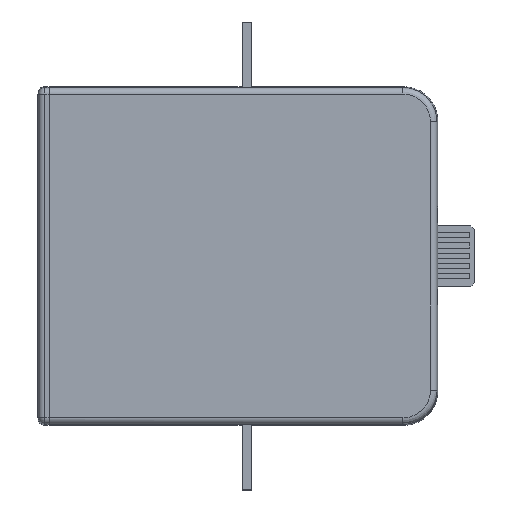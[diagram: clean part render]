
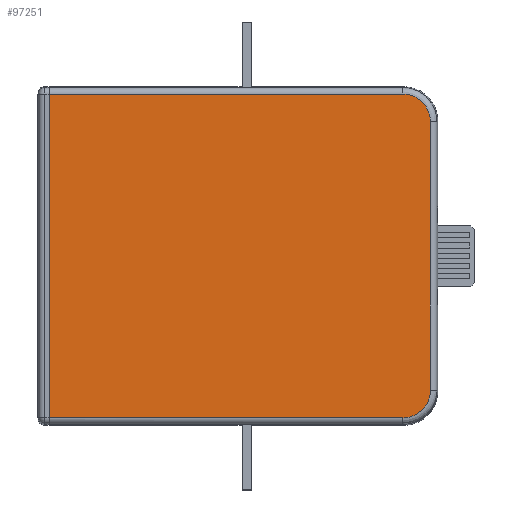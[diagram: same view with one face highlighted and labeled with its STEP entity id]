
A CAD part, top view. The second image highlights one B-rep face of the part: STEP entity #97251.
In plain terms, the highlighted face is planar.
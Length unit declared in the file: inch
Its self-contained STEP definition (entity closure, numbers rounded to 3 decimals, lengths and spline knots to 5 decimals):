
#1564 = CARTESIAN_POINT ( 'NONE',  ( 0., 1.57396, 1.56913 ) ) ;
#6959 = AXIS2_PLACEMENT_3D ( 'NONE', #28002, #42645, #80435 ) ;
#8948 = CARTESIAN_POINT ( 'NONE',  ( 0., 1.30413, 1.83896 ) ) ;
#9867 = VERTEX_POINT ( 'NONE', #61148 ) ;
#13573 = CARTESIAN_POINT ( 'NONE',  ( 0., -1.30413, 1.83896 ) ) ;
#13975 = PLANE ( 'NONE',  #6959 ) ;
#14833 = EDGE_CURVE ( 'NONE', #91130, #9867, #23582, .T. ) ;
#16758 = EDGE_CURVE ( 'NONE', #32986, #44893, #55134, .T. ) ;
#17918 = DIRECTION ( 'NONE',  ( 0., 0., 1. ) ) ;
#21584 = VECTOR ( 'NONE', #61712, 39.37008 ) ;
#23582 = LINE ( 'NONE', #25408, #49268 ) ;
#24150 = ORIENTED_EDGE ( 'NONE', *, *, #16758, .T. ) ;
#25408 = CARTESIAN_POINT ( 'NONE',  ( 0., -1.57396, 1.91 ) ) ;
#27007 =( BOUNDED_CURVE ( )  B_SPLINE_CURVE ( 3, ( #31182, #30519, #60726, #8948 ),
 .UNSPECIFIED., .F., .F. ) 
 B_SPLINE_CURVE_WITH_KNOTS ( ( 4, 4 ),
 ( 2.3568, 3.92638 ),
 .UNSPECIFIED. ) 
 CURVE ( )  GEOMETRIC_REPRESENTATION_ITEM ( )  RATIONAL_B_SPLINE_CURVE ( ( 1., 0.805, 0.805, 1. ) ) 
 REPRESENTATION_ITEM ( '' )  );
#28002 = CARTESIAN_POINT ( 'NONE',  ( 0., 1.645, 1.91 ) ) ;
#30056 = ORIENTED_EDGE ( 'NONE', *, *, #52905, .T. ) ;
#30519 = CARTESIAN_POINT ( 'NONE',  ( 0., 1.57396, 1.72723 ) ) ;
#31182 = CARTESIAN_POINT ( 'NONE',  ( 0., 1.57396, 1.56913 ) ) ;
#32986 = VERTEX_POINT ( 'NONE', #13573 ) ;
#33093 = CARTESIAN_POINT ( 'NONE',  ( 0., 1.645, -1.86636 ) ) ;
#33727 = ORIENTED_EDGE ( 'NONE', *, *, #74632, .F. ) ;
#34622 = VECTOR ( 'NONE', #81240, 39.37008 ) ;
#37612 = CARTESIAN_POINT ( 'NONE',  ( 0., 1.57396, 1.91 ) ) ;
#38362 = VERTEX_POINT ( 'NONE', #91745 ) ;
#42645 = DIRECTION ( 'NONE',  ( 1., 0., 0. ) ) ;
#44893 = VERTEX_POINT ( 'NONE', #81050 ) ;
#46764 = CARTESIAN_POINT ( 'NONE',  ( 0., -1.57396, -1.86636 ) ) ;
#49268 = VECTOR ( 'NONE', #17918, 39.37008 ) ;
#49825 = LINE ( 'NONE', #37612, #34622 ) ;
#51598 = EDGE_CURVE ( 'NONE', #61507, #44893, #27007, .T. ) ;
#52867 = DIRECTION ( 'NONE',  ( 0., 1., 0. ) ) ;
#52905 = EDGE_CURVE ( 'NONE', #61507, #38362, #49825, .T. ) ;
#55134 = LINE ( 'NONE', #93983, #62180 ) ;
#56565 = EDGE_CURVE ( 'NONE', #38362, #91130, #56763, .T. ) ;
#56763 = LINE ( 'NONE', #33093, #21584 ) ;
#59996 = ORIENTED_EDGE ( 'NONE', *, *, #56565, .T. ) ;
#60726 = CARTESIAN_POINT ( 'NONE',  ( 0., 1.46223, 1.83896 ) ) ;
#61148 = CARTESIAN_POINT ( 'NONE',  ( 0., -1.57396, 1.56913 ) ) ;
#61507 = VERTEX_POINT ( 'NONE', #1564 ) ;
#61712 = DIRECTION ( 'NONE',  ( 0., -1., 0. ) ) ;
#62180 = VECTOR ( 'NONE', #52867, 39.37008 ) ;
#62665 = CARTESIAN_POINT ( 'NONE',  ( 0., -1.46223, 1.83896 ) ) ;
#65516 = FACE_OUTER_BOUND ( 'NONE', #87716, .T. ) ;
#69530 = CARTESIAN_POINT ( 'NONE',  ( 0., -1.57396, 1.72723 ) ) ;
#74599 =( BOUNDED_CURVE ( )  B_SPLINE_CURVE ( 3, ( #85892, #62665, #69530, #92555 ),
 .UNSPECIFIED., .F., .F. ) 
 B_SPLINE_CURVE_WITH_KNOTS ( ( 4, 4 ),
 ( 2.3568, 3.92638 ),
 .UNSPECIFIED. ) 
 CURVE ( )  GEOMETRIC_REPRESENTATION_ITEM ( )  RATIONAL_B_SPLINE_CURVE ( ( 1., 0.805, 0.805, 1. ) ) 
 REPRESENTATION_ITEM ( '' )  );
#74632 = EDGE_CURVE ( 'NONE', #32986, #9867, #74599, .T. ) ;
#77978 = ORIENTED_EDGE ( 'NONE', *, *, #51598, .F. ) ;
#80435 = DIRECTION ( 'NONE',  ( 0., 0., -1. ) ) ;
#81050 = CARTESIAN_POINT ( 'NONE',  ( 0., 1.30413, 1.83896 ) ) ;
#81240 = DIRECTION ( 'NONE',  ( 0., 0., -1. ) ) ;
#83887 = ORIENTED_EDGE ( 'NONE', *, *, #14833, .T. ) ;
#85892 = CARTESIAN_POINT ( 'NONE',  ( 0., -1.30413, 1.83896 ) ) ;
#87716 = EDGE_LOOP ( 'NONE', ( #30056, #59996, #83887, #33727, #24150, #77978 ) ) ;
#91130 = VERTEX_POINT ( 'NONE', #46764 ) ;
#91745 = CARTESIAN_POINT ( 'NONE',  ( 0., 1.57396, -1.86636 ) ) ;
#92555 = CARTESIAN_POINT ( 'NONE',  ( 0., -1.57396, 1.56913 ) ) ;
#93983 = CARTESIAN_POINT ( 'NONE',  ( 0., 1.645, 1.83896 ) ) ;
#97251 = ADVANCED_FACE ( 'NONE', ( #65516 ), #13975, .F. ) ;
